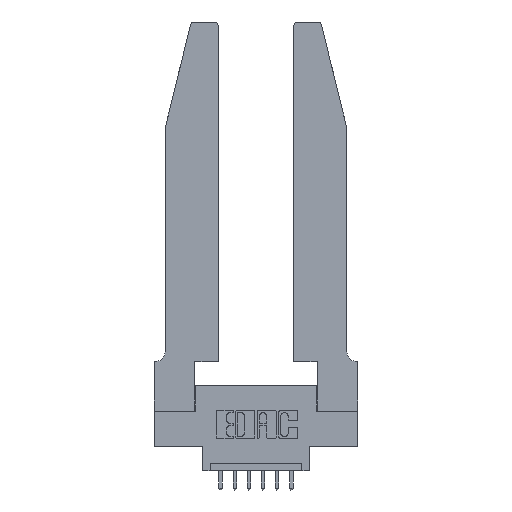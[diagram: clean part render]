
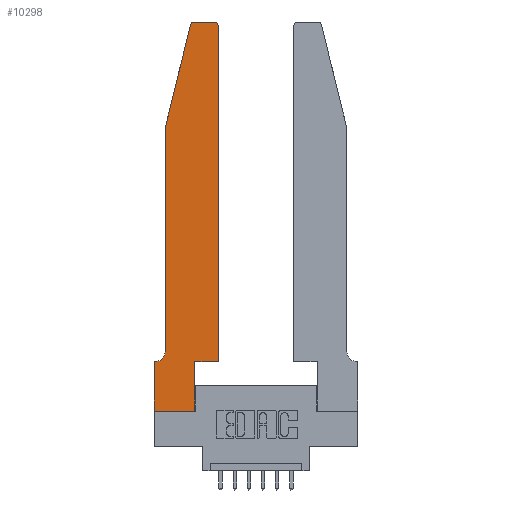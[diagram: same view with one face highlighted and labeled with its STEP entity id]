
A CAD part, top view. The second image highlights one B-rep face of the part: STEP entity #10298.
In plain terms, the highlighted planar face has unit normal (0, 0, 1).
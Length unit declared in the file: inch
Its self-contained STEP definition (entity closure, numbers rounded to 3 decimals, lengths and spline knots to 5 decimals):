
#54 = DIRECTION ( 'NONE',  ( 1., 0., 0. ) ) ;
#380 = VECTOR ( 'NONE', #10844, 39.37008 ) ;
#456 = CARTESIAN_POINT ( 'NONE',  ( 0.0755, 2., 0.37 ) ) ;
#506 = ORIENTED_EDGE ( 'NONE', *, *, #13506, .T. ) ;
#553 = DIRECTION ( 'NONE',  ( 0., -1., 0. ) ) ;
#555 = CARTESIAN_POINT ( 'NONE',  ( 0.4505, 2.72, 0.37 ) ) ;
#807 = VECTOR ( 'NONE', #553, 39.37008 ) ;
#811 = CARTESIAN_POINT ( 'NONE',  ( 0.2605, 2.75, 0.37 ) ) ;
#913 = EDGE_CURVE ( 'NONE', #6167, #11061, #7854, .T. ) ;
#920 = VERTEX_POINT ( 'NONE', #3186 ) ;
#1123 = DIRECTION ( 'NONE',  ( 1., 0., 0. ) ) ;
#1528 = DIRECTION ( 'NONE',  ( 0., 0., -1. ) ) ;
#1610 = VECTOR ( 'NONE', #2942, 39.37008 ) ;
#1622 = CARTESIAN_POINT ( 'NONE',  ( 0., 0.35, 0.37 ) ) ;
#1861 = CARTESIAN_POINT ( 'NONE',  ( 0.4505, 0.35, 0.37 ) ) ;
#2203 = LINE ( 'NONE', #2377, #6534 ) ;
#2215 = ORIENTED_EDGE ( 'NONE', *, *, #9566, .T. ) ;
#2279 = EDGE_CURVE ( 'NONE', #8182, #7920, #5031, .T. ) ;
#2377 = CARTESIAN_POINT ( 'NONE',  ( 0., 0., 0.37 ) ) ;
#2640 = LINE ( 'NONE', #6566, #7292 ) ;
#2721 = VERTEX_POINT ( 'NONE', #555 ) ;
#2774 = ORIENTED_EDGE ( 'NONE', *, *, #3941, .T. ) ;
#2821 = LINE ( 'NONE', #5161, #14203 ) ;
#2942 = DIRECTION ( 'NONE',  ( -1., 0., 0. ) ) ;
#3170 = CARTESIAN_POINT ( 'NONE',  ( 0.4505, 0.35, 0.37 ) ) ;
#3186 = CARTESIAN_POINT ( 'NONE',  ( 0., 0., 0.37 ) ) ;
#3423 = DIRECTION ( 'NONE',  ( 0., 0., 1. ) ) ;
#3481 = AXIS2_PLACEMENT_3D ( 'NONE', #12943, #5313, #11747 ) ;
#3483 = ORIENTED_EDGE ( 'NONE', *, *, #11877, .T. ) ;
#3765 = ORIENTED_EDGE ( 'NONE', *, *, #11920, .T. ) ;
#3941 = EDGE_CURVE ( 'NONE', #920, #8182, #2203, .T. ) ;
#4085 = CARTESIAN_POINT ( 'NONE',  ( 0.2865, 0., 0.37 ) ) ;
#4145 = DIRECTION ( 'NONE',  ( 0., 1., 0. ) ) ;
#4341 = VECTOR ( 'NONE', #4145, 39.37008 ) ;
#4427 = ORIENTED_EDGE ( 'NONE', *, *, #11524, .T. ) ;
#4485 = CARTESIAN_POINT ( 'NONE',  ( 0.2865, 0.35, 0.37 ) ) ;
#4820 = VERTEX_POINT ( 'NONE', #8165 ) ;
#4886 = VERTEX_POINT ( 'NONE', #1622 ) ;
#5031 = LINE ( 'NONE', #12991, #4341 ) ;
#5137 = EDGE_CURVE ( 'NONE', #2721, #8601, #9592, .T. ) ;
#5161 = CARTESIAN_POINT ( 'NONE',  ( 0.0755, 2., 0.37 ) ) ;
#5259 = PLANE ( 'NONE',  #3481 ) ;
#5313 = DIRECTION ( 'NONE',  ( 0., 0., 1. ) ) ;
#5366 = VERTEX_POINT ( 'NONE', #1861 ) ;
#5598 = CIRCLE ( 'NONE', #10063, 0.03 ) ;
#5726 = CARTESIAN_POINT ( 'NONE',  ( 0.0755, 0.42, 0.37 ) ) ;
#5762 = LINE ( 'NONE', #7729, #12800 ) ;
#6050 = VERTEX_POINT ( 'NONE', #9457 ) ;
#6167 = VERTEX_POINT ( 'NONE', #5726 ) ;
#6444 = CARTESIAN_POINT ( 'NONE',  ( 0., 0., 0.37 ) ) ;
#6534 = VECTOR ( 'NONE', #1123, 39.37008 ) ;
#6566 = CARTESIAN_POINT ( 'NONE',  ( 0.0755, 0.35, 0.37 ) ) ;
#6601 = LINE ( 'NONE', #6444, #380 ) ;
#6631 = DIRECTION ( 'NONE',  ( 0., 0., 1. ) ) ;
#6692 = AXIS2_PLACEMENT_3D ( 'NONE', #7766, #3423, #54 ) ;
#6754 = EDGE_CURVE ( 'NONE', #7920, #5366, #8363, .T. ) ;
#6771 = DIRECTION ( 'NONE',  ( 0., 1., 0. ) ) ;
#7150 = VERTEX_POINT ( 'NONE', #9371 ) ;
#7292 = VECTOR ( 'NONE', #7675, 39.37008 ) ;
#7352 = ORIENTED_EDGE ( 'NONE', *, *, #6754, .T. ) ;
#7381 = ORIENTED_EDGE ( 'NONE', *, *, #11848, .T. ) ;
#7675 = DIRECTION ( 'NONE',  ( -1., 0., 0. ) ) ;
#7729 = CARTESIAN_POINT ( 'NONE',  ( 0.4505, 0.35, 0.37 ) ) ;
#7766 = CARTESIAN_POINT ( 'NONE',  ( 0.4205, 2.72, 0.37 ) ) ;
#7854 = CIRCLE ( 'NONE', #13246, 0.07 ) ;
#7864 = DIRECTION ( 'NONE',  ( 1., 0., 0. ) ) ;
#7896 = CARTESIAN_POINT ( 'NONE',  ( 0.4205, 2.75, 0.37 ) ) ;
#7920 = VERTEX_POINT ( 'NONE', #4485 ) ;
#8038 = EDGE_LOOP ( 'NONE', ( #3483, #4427, #7381, #2215, #11059, #3765, #506, #2774, #11919, #7352, #13401, #12021 ) ) ;
#8165 = CARTESIAN_POINT ( 'NONE',  ( 0.284, 2.75, 0.37 ) ) ;
#8173 = VECTOR ( 'NONE', #10868, 39.37008 ) ;
#8181 = CARTESIAN_POINT ( 'NONE',  ( 0.0055, 0.42, 0.37 ) ) ;
#8182 = VERTEX_POINT ( 'NONE', #4085 ) ;
#8236 = DIRECTION ( 'NONE',  ( -1., 0., 0. ) ) ;
#8363 = LINE ( 'NONE', #3170, #8173 ) ;
#8601 = VERTEX_POINT ( 'NONE', #7896 ) ;
#9118 = CARTESIAN_POINT ( 'NONE',  ( 0.0055, 0.35, 0.37 ) ) ;
#9371 = CARTESIAN_POINT ( 'NONE',  ( 0.25487, 2.72718, 0.37 ) ) ;
#9457 = CARTESIAN_POINT ( 'NONE',  ( 0.0755, 2., 0.37 ) ) ;
#9566 = EDGE_CURVE ( 'NONE', #6050, #6167, #13207, .T. ) ;
#9592 = CIRCLE ( 'NONE', #6692, 0.03 ) ;
#10063 = AXIS2_PLACEMENT_3D ( 'NONE', #12288, #6631, #7864 ) ;
#10298 = ADVANCED_FACE ( 'NONE', ( #12671 ), #5259, .T. ) ;
#10844 = DIRECTION ( 'NONE',  ( 0., -1., 0. ) ) ;
#10868 = DIRECTION ( 'NONE',  ( 1., 0., 0. ) ) ;
#11059 = ORIENTED_EDGE ( 'NONE', *, *, #913, .T. ) ;
#11061 = VERTEX_POINT ( 'NONE', #9118 ) ;
#11524 = EDGE_CURVE ( 'NONE', #4820, #7150, #5598, .T. ) ;
#11626 = EDGE_CURVE ( 'NONE', #5366, #2721, #5762, .T. ) ;
#11747 = DIRECTION ( 'NONE',  ( 1., 0., 0. ) ) ;
#11848 = EDGE_CURVE ( 'NONE', #7150, #6050, #2821, .T. ) ;
#11877 = EDGE_CURVE ( 'NONE', #8601, #4820, #12458, .T. ) ;
#11919 = ORIENTED_EDGE ( 'NONE', *, *, #2279, .T. ) ;
#11920 = EDGE_CURVE ( 'NONE', #11061, #4886, #2640, .T. ) ;
#12021 = ORIENTED_EDGE ( 'NONE', *, *, #5137, .T. ) ;
#12288 = CARTESIAN_POINT ( 'NONE',  ( 0.284, 2.72, 0.37 ) ) ;
#12458 = LINE ( 'NONE', #811, #1610 ) ;
#12671 = FACE_OUTER_BOUND ( 'NONE', #8038, .T. ) ;
#12800 = VECTOR ( 'NONE', #6771, 39.37008 ) ;
#12943 = CARTESIAN_POINT ( 'NONE',  ( 0., 0.35, 0.37 ) ) ;
#12991 = CARTESIAN_POINT ( 'NONE',  ( 0.2865, 0.35, 0.37 ) ) ;
#13207 = LINE ( 'NONE', #456, #807 ) ;
#13246 = AXIS2_PLACEMENT_3D ( 'NONE', #8181, #1528, #8236 ) ;
#13401 = ORIENTED_EDGE ( 'NONE', *, *, #11626, .T. ) ;
#13506 = EDGE_CURVE ( 'NONE', #4886, #920, #6601, .T. ) ;
#13863 = DIRECTION ( 'NONE',  ( -0.239, -0.971, 0. ) ) ;
#14203 = VECTOR ( 'NONE', #13863, 39.37008 ) ;
